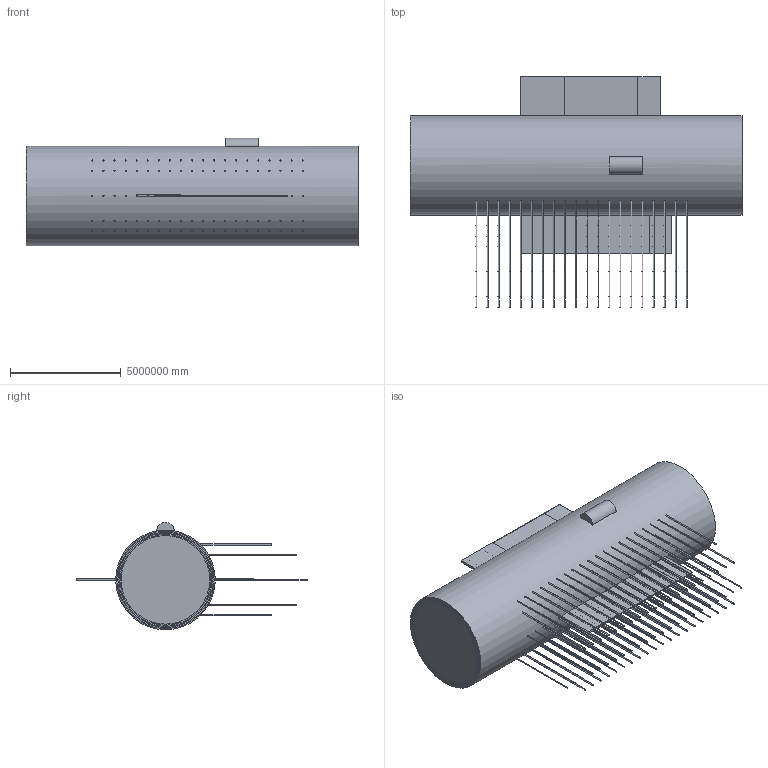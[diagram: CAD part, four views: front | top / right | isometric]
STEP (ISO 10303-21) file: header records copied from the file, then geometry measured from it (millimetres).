
FILE_DESCRIPTION(('FreeCAD Model'),'2;1');
FILE_NAME('Open CASCADE Shape Model','2025-11-14T07:24:18',('Author'),( ''),'Open CASCADE STEP processor 7.8','FreeCAD','Unknown');
FILE_SCHEMA(('AUTOMOTIVE_DESIGN { 1 0 10303 214 1 1 1 1 }'));
Length unit declared in the file: metre
Products named in the file (199): TankBlackRadiation_Spaceship; Support_5500_270; Support_5500_225; Support_6000_45; Support_5500_315; Support_6000_90; Support_6000_0; Support_6000_270; Support_6000_135; Support_6000_225; Support_6000_180; Support_6500_90; Support_6000_315; Support_6500_0; Support_6500_45; Support_6500_135; Support_6500_180; Support_8500_315; Support_8500_225; Support_8500_270; Support_9000_45; Support_9000_135; Support_9000_180; Support_9000_0; Support_9000_90; Support_9000_225; Support_9500_0; Support_9000_315; Support_9500_90; Support_9000_270; Support_9500_45; Support_9500_135; Support_9500_180; Support_7500_270; Support_8000_0; Support_7500_225; Support_7500_315; Support_8000_180; Support_8000_90; Support_8000_45 ...
Bounding box: 15000000 x 10400000 x 4850000 mm (x, y, z)
Volume: 306605305833411969024 mm3
Topology: 202 solids, 202 shells, 734 faces, 903 edges, 593 vertices
Faces by surface type: plane 515, cylinder 212, cone 5, torus 2
Full cylindrical faces by diameter (mm): 50000 x160, 150000 x6, 200000 x12, 800000 x1, 1800000 x4, 2000000 x2, 3800000 x4, 4000000 x5, 4100000 x2, 4200000 x2, 4300000 x2, 4400000 x2, 4500000 x2
Entity records: 30042 total; most frequent: DIRECTION 4612, CARTESIAN_POINT 4114, ORIENTED_EDGE 1806, PCURVE 1806, DEFINITIONAL_REPRESENTATION 1806, LINE 1566, VECTOR 1566, AXIS2_PLACEMENT_3D 1245
